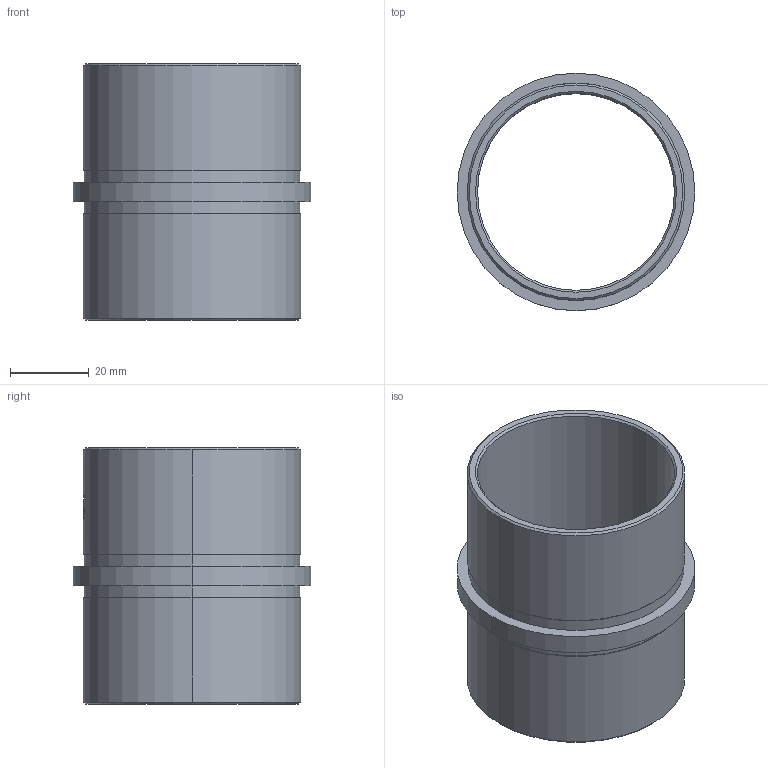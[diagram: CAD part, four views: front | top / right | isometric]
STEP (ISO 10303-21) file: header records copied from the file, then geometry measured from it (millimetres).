
FILE_DESCRIPTION (( 'STEP AP203' ), '1' );
FILE_NAME ('50060-240-25.step', '2018-07-16T13:06:55', ( '' ), ( '' ), 'SwSTEP 2.0', 'SolidWorks 2015', '' );
FILE_SCHEMA (( 'CONFIG_CONTROL_DESIGN' ));
Length unit declared in the file: millimetre
Products named in the file (1): 50060-240-25
Bounding box: 60.3 x 60.3 x 65 mm (x, y, z)
Volume: 29942.9 mm3; surface area: 23303.8 mm2
Topology: 1 solids, 1 shells, 469 faces, 1260 edges, 828 vertices
Faces by surface type: bspline 203, plane 187, cylinder 71, cone 8
Entity records: 23219 total; most frequent: CARTESIAN_POINT 12983, ORIENTED_EDGE 2520, DIRECTION 1436, EDGE_CURVE 1260, VERTEX_POINT 828, LINE 558, VECTOR 558, EDGE_LOOP 506
